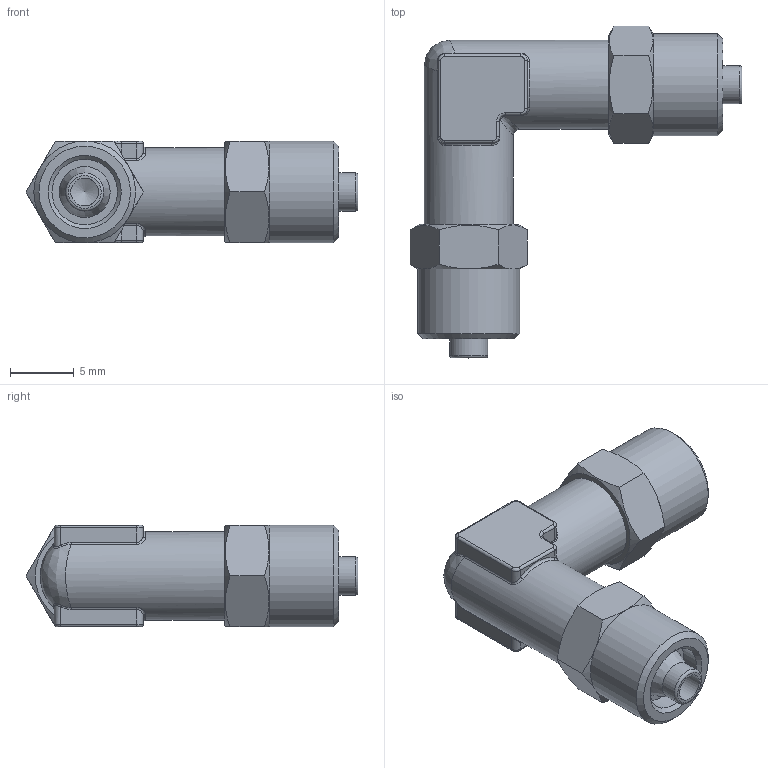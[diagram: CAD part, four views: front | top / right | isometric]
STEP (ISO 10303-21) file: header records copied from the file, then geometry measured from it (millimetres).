
FILE_DESCRIPTION( ( 'STEP AP214' ), '1' );
FILE_NAME( '02089020.stp', '2021-04-19T12:57:05', ( 'License CC BY-ND 4.0' ), ( 'CADENAS' ), ' ', 'PARTsolutions', ' ' );
FILE_SCHEMA( ( 'AUTOMOTIVE_DESIGN { 1 0 10303 214 1 1 1 1 }' ) );
Length unit declared in the file: millimetre
Products named in the file (1): NONE
Bounding box: 26.12 x 26.12 x 8 mm (x, y, z)
Volume: 1664.3 mm3; surface area: 1518.5 mm2
Topology: 1 solids, 1 shells, 139 faces, 319 edges, 187 vertices
Faces by surface type: cylinder 44, plane 34, bspline 22, cone 21, torus 18
Full cylindrical faces by diameter (mm): 2.2 x2, 3 x2, 4 x2, 5.15 x2, 7 x2, 8 x2
Entity records: 5602 total; most frequent: CARTESIAN_POINT 1649, ORIENTED_EDGE 578, DIRECTION 566, EDGE_CURVE 289, AXIS2_PLACEMENT_3D 245, VERTEX_POINT 182, EDGE_LOOP 170, FACE_OUTER_BOUND 153
